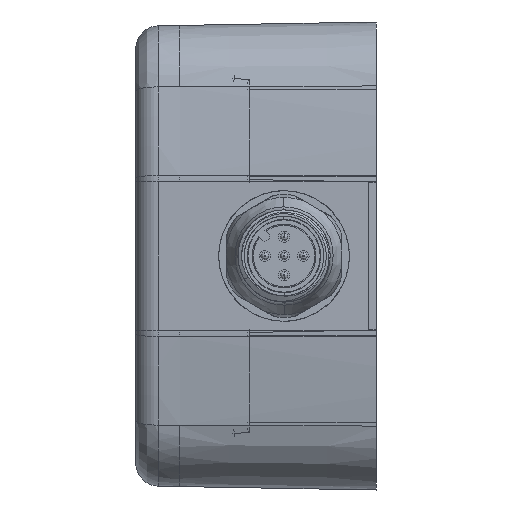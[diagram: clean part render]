
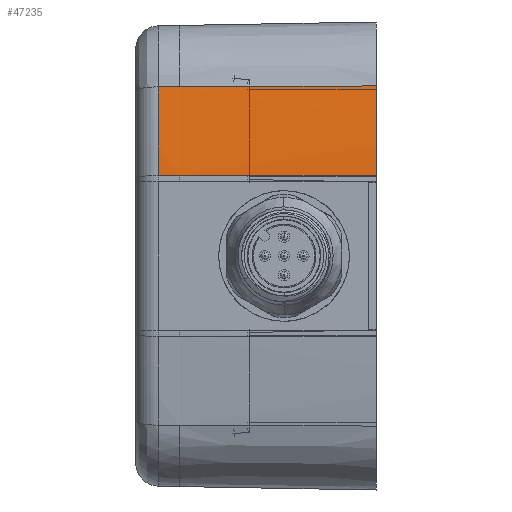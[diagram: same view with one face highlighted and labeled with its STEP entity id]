
A CAD part, left-side view. The second image highlights one B-rep face of the part: STEP entity #47235.
In plain terms, the highlighted conical face has half-angle 1 degrees and reference radius 135.199 mm.
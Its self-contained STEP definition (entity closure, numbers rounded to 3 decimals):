
#2242=DIRECTION('',(0.017,1.,-0.003));
#2243=VECTOR('',#2242,25.604);
#2244=CARTESIAN_POINT('',(-318.003,-19.,22.125));
#2245=LINE('',#2244,#2243);
#2255=CARTESIAN_POINT('',(-318.97,6.6,10.457));
#2256=CARTESIAN_POINT('',(-319.02,3.762,10.458));
#2257=CARTESIAN_POINT('',(-319.119,-1.919,
10.462));
#2258=CARTESIAN_POINT('',(-319.268,-10.452,
10.467));
#2259=CARTESIAN_POINT('',(-319.367,-16.149,
10.471));
#2260=CARTESIAN_POINT('',(-319.417,-19.,10.473));
#2262=DIRECTION('',(0.017,1.,-0.001));
#2263=VECTOR('',#2262,2.753);
#2264=CARTESIAN_POINT('',(-318.97,6.6,10.457));
#2265=LINE('',#2264,#2263);
#2266=CARTESIAN_POINT('',(-184.376,9.352,0.));
#2267=DIRECTION('',(0.,1.,0.));
#2268=DIRECTION('',(-0.997,0.,0.077));
#2269=AXIS2_PLACEMENT_3D('',#2266,#2267,#2268);
#2271=CARTESIAN_POINT('',(-317.562,6.6,22.052));
#2272=CARTESIAN_POINT('',(-317.549,7.517,22.035));
#2273=CARTESIAN_POINT('',(-317.535,8.435,22.019));
#2274=CARTESIAN_POINT('',(-317.522,9.352,22.002));
#2586=CARTESIAN_POINT('',(-184.376,-19.,0.));
#2587=DIRECTION('',(0.,-1.,0.));
#2588=DIRECTION('',(-0.987,0.,0.163));
#2589=AXIS2_PLACEMENT_3D('',#2586,#2587,#2588);
#40768=CARTESIAN_POINT('',(-318.003,-19.,22.125));
#40769=VERTEX_POINT('',#40768);
#40781=CARTESIAN_POINT('',(-319.417,-19.,10.473));
#40782=VERTEX_POINT('',#40781);
#42871=CARTESIAN_POINT('',(-318.922,9.352,
10.453));
#42872=VERTEX_POINT('',#42871);
#42875=CARTESIAN_POINT('',(-317.522,9.352,
22.002));
#42876=VERTEX_POINT('',#42875);
#44423=CARTESIAN_POINT('',(-317.562,6.6,22.052));
#44425=VERTEX_POINT('',#44423);
#44447=CARTESIAN_POINT('',(-318.97,6.6,10.457));
#44449=VERTEX_POINT('',#44447);
#47219=CARTESIAN_POINT('',(-184.376,-4.824,0.));
#47220=DIRECTION('',(0.,-1.,0.));
#47221=DIRECTION('',(-1.,0.,0.));
#47222=AXIS2_PLACEMENT_3D('',#47219,#47220,#47221);
#47223=CONICAL_SURFACE('',#47222,135.199,1.);
#47225=ORIENTED_EDGE('',*,*,#47224,.F.);
#47227=ORIENTED_EDGE('',*,*,#47226,.T.);
#47228=ORIENTED_EDGE('',*,*,#47039,.T.);
#47229=ORIENTED_EDGE('',*,*,#47212,.F.);
#47230=ORIENTED_EDGE('',*,*,#47185,.F.);
#47232=ORIENTED_EDGE('',*,*,#47231,.T.);
#47233=EDGE_LOOP('',(#47225,#47227,#47228,#47229,#47230,#47232));
#47234=FACE_OUTER_BOUND('',#47233,.F.);
#47235=ADVANCED_FACE('',(#47234),#47223,.T.);
#2261=B_SPLINE_CURVE_WITH_KNOTS('',3,(#2255,#2256,#2257,#2258,#2259,#2260),
.UNSPECIFIED.,.F.,.F.,(4,1,1,4),(0.,0.333,0.667,1.),
.UNSPECIFIED.);
#2270=CIRCLE('',#2269,134.952);
#2275=B_SPLINE_CURVE_WITH_KNOTS('',3,(#2271,#2272,#2273,#2274),.UNSPECIFIED.,
.F.,.F.,(4,4),(0.,1.),.UNSPECIFIED.);
#2590=CIRCLE('',#2589,135.447);
#47039=EDGE_CURVE('',#42872,#42876,#2270,.T.);
#47185=EDGE_CURVE('',#40769,#44425,#2245,.T.);
#47212=EDGE_CURVE('',#44425,#42876,#2275,.T.);
#47224=EDGE_CURVE('',#44449,#40782,#2261,.T.);
#47226=EDGE_CURVE('',#44449,#42872,#2265,.T.);
#47231=EDGE_CURVE('',#40769,#40782,#2590,.T.);
